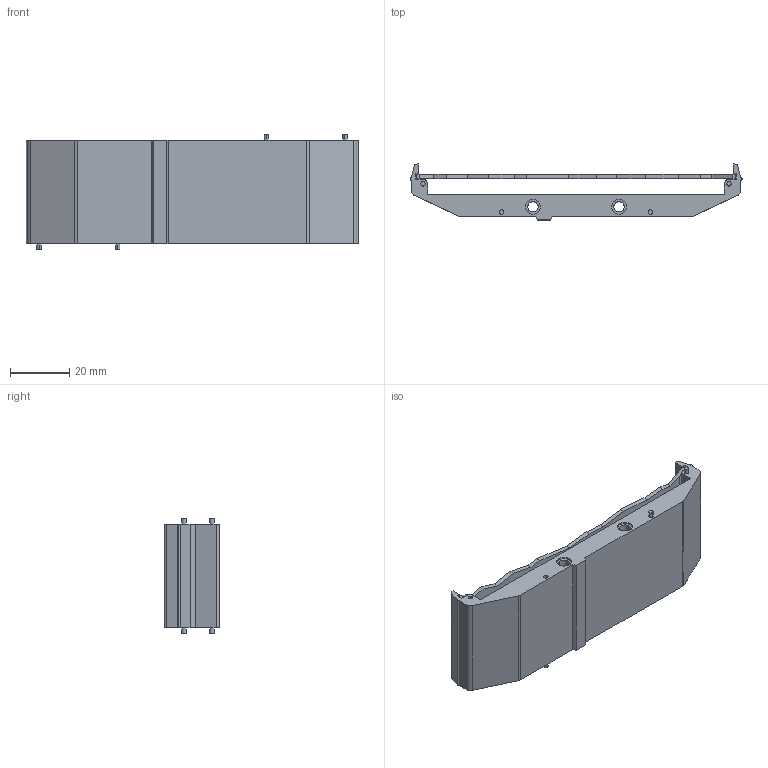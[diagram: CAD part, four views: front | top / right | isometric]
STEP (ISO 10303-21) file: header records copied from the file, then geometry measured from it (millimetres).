
FILE_DESCRIPTION(('STEP AP214'),'1');
FILE_NAME('70055463.stp','2018-01-19T13:32:15',('TraceParts'),('TraceParts S.A.'),'Spatial InterOp 3D',' ',' ');
FILE_SCHEMA(('automotive_design'));
Length unit declared in the file: millimetre
Products named in the file (2): 70055463_1; 70055463_2
Bounding box: 111.8 x 18.8 x 38.6 mm (x, y, z)
Volume: 31320 mm3; surface area: 18365 mm2
Topology: 2 solids, 2 shells, 292 faces, 779 edges, 518 vertices
Faces by surface type: plane 200, cylinder 92
Entity records: 11466 total; most frequent: CARTESIAN_POINT 1591, ORIENTED_EDGE 1558, DIRECTION 1551, EDGE_CURVE 779, LINE 595, VECTOR 595, VERTEX_POINT 518, AXIS2_PLACEMENT_3D 478
